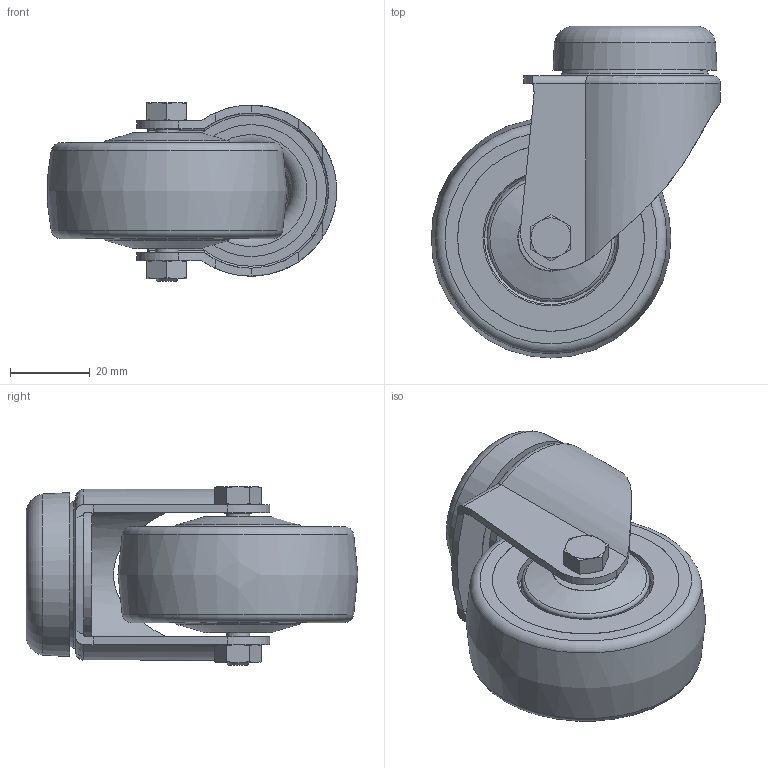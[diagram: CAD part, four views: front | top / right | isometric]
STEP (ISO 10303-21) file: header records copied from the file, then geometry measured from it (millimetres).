
FILE_DESCRIPTION(/* description */ ('958510003736'),/* implementation_level */ '2;1');
FILE_NAME(/* name */ 'CRUST0000019.stp',/* time_stamp */ '2018-11-09T10:22:24+01:00',/* author */ ('fzagni'),/* organization */ (''),/* preprocessor_version */ 'ST-DEVELOPER v16.1',/* originating_system */ 'Autodesk Inventor 2016',/* authorisation */ '');
FILE_SCHEMA (('AUTOMOTIVE_DESIGN { 1 0 10303 214 3 1 1 }'));
Length unit declared in the file: millimetre
Products named in the file (7): 958510003736; 958510003737; 958510003738; 958510003739; 958510003740; 958510003741; 24.168.01
Assembly tree (7 placements, depth 2):
  24.168.01
    958510003736
    958510003737
    958510003738
    958510003739
    958510003740  x2
    958510003741
Bounding box: 72.27 x 82.99 x 44.7 mm (x, y, z)
Volume: 78450.2 mm3; surface area: 32715.1 mm2
Topology: 7 solids, 7 shells, 156 faces, 322 edges, 197 vertices
Faces by surface type: plane 54, cylinder 39, cone 35, torus 27, bspline 1
Full cylindrical faces by diameter (mm): 4.917 x1, 5.9 x1, 6 x5, 7.9 x1, 8 x3, 12 x1, 31 x2, 32 x2, 33 x1, 34.003 x2, 46.703 x2, 46.743 x2
Entity records: 3947 total; most frequent: CARTESIAN_POINT 890, DIRECTION 630, ORIENTED_EDGE 500, AXIS2_PLACEMENT_3D 290, EDGE_CURVE 250, EDGE_LOOP 227, VERTEX_POINT 185, FACE_OUTER_BOUND 145
